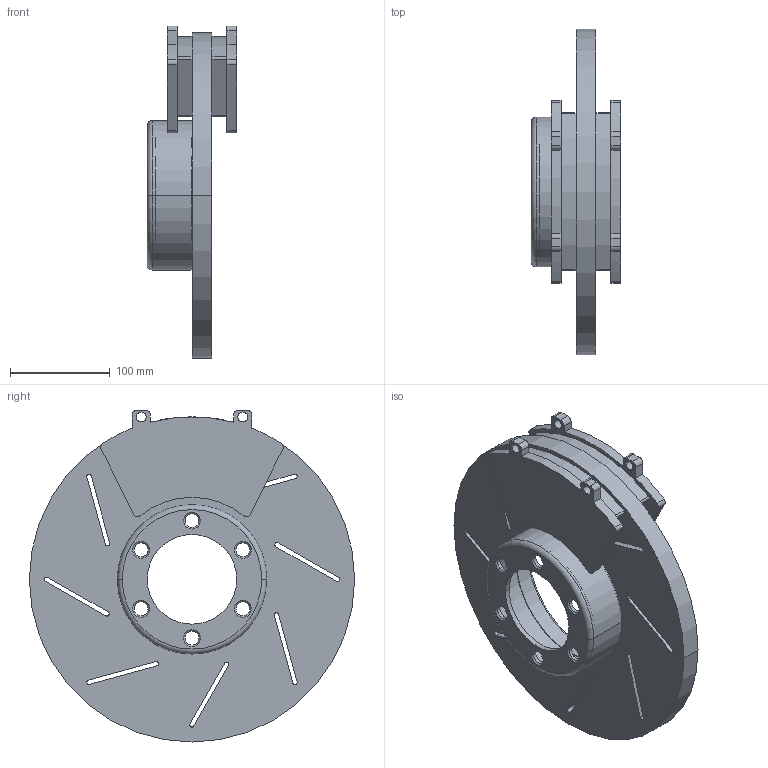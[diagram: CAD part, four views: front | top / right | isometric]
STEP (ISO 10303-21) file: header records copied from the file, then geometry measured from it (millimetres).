
FILE_DESCRIPTION(('CATIA V5 STEP Exchange'),'2;1');
FILE_NAME('disc cu placute.stp','2024-06-09T13:16:33+00:00',('none'),('none'),'CATIA Version 5 Release 21 GA (IN-10)','CATIA V5 STEP AP203','none');
FILE_SCHEMA(('CONFIG_CONTROL_DESIGN'));
Length unit declared in the file: millimetre
Products named in the file (1): Disc cu placute
Bounding box: 90 x 326.6 x 333.3 mm (x, y, z)
Volume: 1879240.8 mm3; surface area: 284575.1 mm2
Topology: 2 solids, 2 shells, 150 faces, 416 edges, 266 vertices
Faces by surface type: cylinder 82, plane 48, cone 12, torus 8
Entity records: 4546 total; most frequent: ORIENTED_EDGE 832, CARTESIAN_POINT 787, DIRECTION 626, EDGE_CURVE 414, AXIS2_PLACEMENT_3D 307, VERTEX_POINT 266, VECTOR 214, LINE 214
